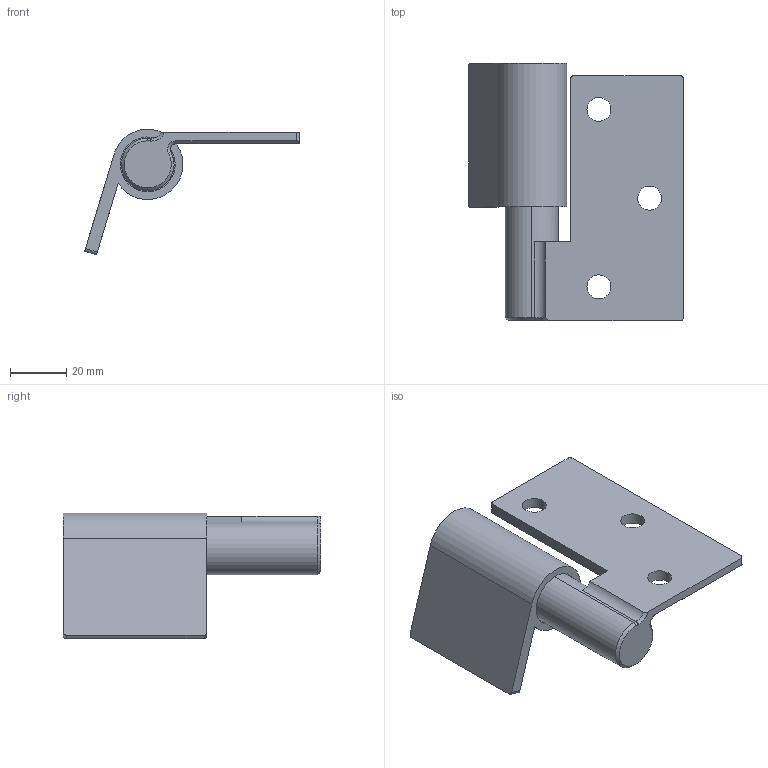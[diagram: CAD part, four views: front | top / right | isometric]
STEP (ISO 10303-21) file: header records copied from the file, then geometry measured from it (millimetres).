
FILE_DESCRIPTION (( 'STEP AP214' ), '1' );
FILE_NAME ('Pinet Hinge.STEP', '2020-03-05T23:25:12', ( '' ), ( '' ), 'SwSTEP 2.0', 'SolidWorks 2020', '' );
FILE_SCHEMA (( 'AUTOMOTIVE_DESIGN' ));
Length unit declared in the file: millimetre
Products named in the file (3): Pinet Hinge; Pinet hinge Part2; Pinet hinge Part1
Assembly tree (2 placements, depth 2):
  Pinet Hinge
    Pinet hinge Part1
    Pinet hinge Part2
Bounding box: 76.26 x 91.39 x 44.59 mm (x, y, z)
Volume: 50593.6 mm3; surface area: 23939.9 mm2
Topology: 2 solids, 2 shells, 42 faces, 103 edges, 66 vertices
Faces by surface type: cylinder 19, plane 15, cone 8
Entity records: 1374 total; most frequent: DIRECTION 243, CARTESIAN_POINT 222, ORIENTED_EDGE 206, EDGE_CURVE 103, AXIS2_PLACEMENT_3D 95, VERTEX_POINT 66, VECTOR 53, LINE 53
